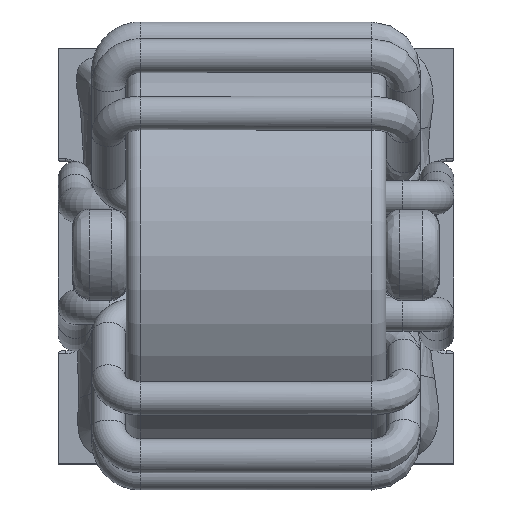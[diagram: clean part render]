
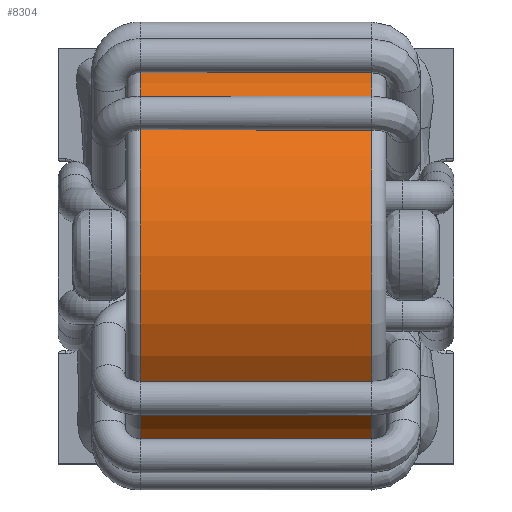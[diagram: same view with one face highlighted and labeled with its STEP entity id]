
A CAD part, top view. The second image highlights one B-rep face of the part: STEP entity #8304.
In plain terms, the highlighted cylindrical face has radius 7.075 mm (diameter 14.15 mm), a full revolution.
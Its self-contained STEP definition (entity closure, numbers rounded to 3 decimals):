
#162=CYLINDRICAL_SURFACE('',#8807,7.075);
#326=CIRCLE('',#8798,7.075);
#329=CIRCLE('',#8803,7.075);
#1768=ORIENTED_EDGE('',*,*,#2938,.T.);
#1769=ORIENTED_EDGE('',*,*,#2935,.F.);
#2935=EDGE_CURVE('',#3622,#3622,#326,.T.);
#2938=EDGE_CURVE('',#3625,#3625,#329,.T.);
#3622=VERTEX_POINT('',#24374);
#3625=VERTEX_POINT('',#24382);
#4740=EDGE_LOOP('',(#1768));
#4741=EDGE_LOOP('',(#1769));
#5275=FACE_BOUND('',#4740,.T.);
#5276=FACE_BOUND('',#4741,.T.);
#8304=ADVANCED_FACE('',(#5275,#5276),#162,.T.);
#8798=AXIS2_PLACEMENT_3D('',#24373,#9789,#9790);
#8803=AXIS2_PLACEMENT_3D('',#24381,#9799,#9800);
#8807=AXIS2_PLACEMENT_3D('',#24387,#9807,#9808);
#9789=DIRECTION('',(0.,1.,0.));
#9790=DIRECTION('',(0.,0.,1.));
#9799=DIRECTION('',(0.,1.,0.));
#9800=DIRECTION('',(0.,0.,1.));
#9807=DIRECTION('',(0.,1.,0.));
#9808=DIRECTION('',(0.,0.,1.));
#24373=CARTESIAN_POINT('',(0.,4.1,7.575));
#24374=CARTESIAN_POINT('',(0.,4.1,14.65));
#24381=CARTESIAN_POINT('',(0.,-4.1,7.575));
#24382=CARTESIAN_POINT('',(0.,-4.1,14.65));
#24387=CARTESIAN_POINT('',(0.,-4.6,7.575));
